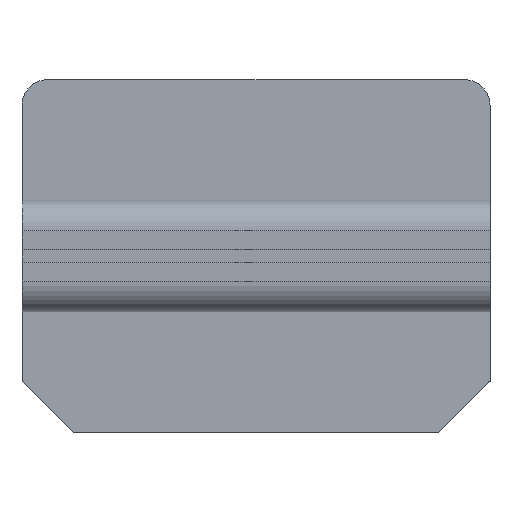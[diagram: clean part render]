
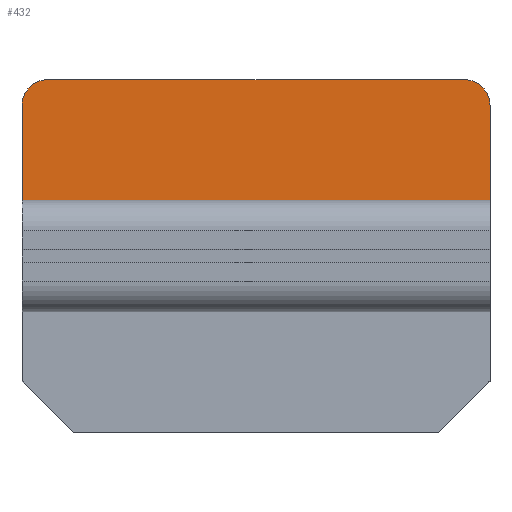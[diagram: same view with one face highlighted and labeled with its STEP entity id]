
A CAD part, top view. The second image highlights one B-rep face of the part: STEP entity #432.
In plain terms, the highlighted planar face has unit normal (0, 0, 1).
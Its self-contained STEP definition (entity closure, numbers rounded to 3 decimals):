
#23=CIRCLE('',#472,2.);
#24=CIRCLE('',#475,2.);
#38=FACE_OUTER_BOUND('',#61,.T.);
#61=EDGE_LOOP('',(#341,#342,#343,#344,#345,#346));
#95=LINE('',#662,#148);
#106=LINE('',#686,#159);
#108=LINE('',#690,#161);
#109=LINE('',#692,#162);
#148=VECTOR('',#531,10.);
#159=VECTOR('',#556,10.);
#161=VECTOR('',#560,10.);
#162=VECTOR('',#561,10.);
#201=VERTEX_POINT('',#659);
#202=VERTEX_POINT('',#661);
#207=VERTEX_POINT('',#681);
#208=VERTEX_POINT('',#685);
#209=VERTEX_POINT('',#689);
#210=VERTEX_POINT('',#691);
#245=EDGE_CURVE('',#201,#202,#95,.T.);
#255=EDGE_CURVE('',#202,#207,#23,.T.);
#257=EDGE_CURVE('',#207,#208,#106,.T.);
#259=EDGE_CURVE('',#201,#209,#108,.T.);
#260=EDGE_CURVE('',#210,#209,#109,.T.);
#261=EDGE_CURVE('',#208,#210,#24,.T.);
#341=ORIENTED_EDGE('',*,*,#255,.F.);
#342=ORIENTED_EDGE('',*,*,#245,.F.);
#343=ORIENTED_EDGE('',*,*,#259,.T.);
#344=ORIENTED_EDGE('',*,*,#260,.F.);
#345=ORIENTED_EDGE('',*,*,#261,.F.);
#346=ORIENTED_EDGE('',*,*,#257,.F.);
#412=PLANE('',#474);
#432=ADVANCED_FACE('',(#38),#412,.T.);
#472=AXIS2_PLACEMENT_3D('',#682,#551,#552);
#474=AXIS2_PLACEMENT_3D('',#688,#558,#559);
#475=AXIS2_PLACEMENT_3D('',#693,#562,#563);
#531=DIRECTION('',(0.,1.,0.));
#551=DIRECTION('center_axis',(0.,0.,-1.));
#552=DIRECTION('ref_axis',(-0.707,0.707,0.));
#556=DIRECTION('',(1.,0.,0.));
#558=DIRECTION('center_axis',(0.,0.,1.));
#559=DIRECTION('ref_axis',(1.,0.,0.));
#560=DIRECTION('',(1.,0.,0.));
#561=DIRECTION('',(0.,-1.,0.));
#562=DIRECTION('center_axis',(0.,0.,-1.));
#563=DIRECTION('ref_axis',(0.707,0.707,0.));
#659=CARTESIAN_POINT('',(-18.25,3.75,0.));
#661=CARTESIAN_POINT('',(-18.25,11.75,0.));
#662=CARTESIAN_POINT('',(-18.25,-13.75,0.));
#681=CARTESIAN_POINT('',(-16.25,13.75,0.));
#682=CARTESIAN_POINT('Origin',(-16.25,11.75,0.));
#685=CARTESIAN_POINT('',(16.25,13.75,0.));
#686=CARTESIAN_POINT('',(-18.25,13.75,0.));
#688=CARTESIAN_POINT('Origin',(0.,0.,0.));
#689=CARTESIAN_POINT('',(18.25,3.75,0.));
#690=CARTESIAN_POINT('',(0.,3.75,0.));
#691=CARTESIAN_POINT('',(18.25,11.75,0.));
#692=CARTESIAN_POINT('',(18.25,13.75,0.));
#693=CARTESIAN_POINT('Origin',(16.25,11.75,0.));
